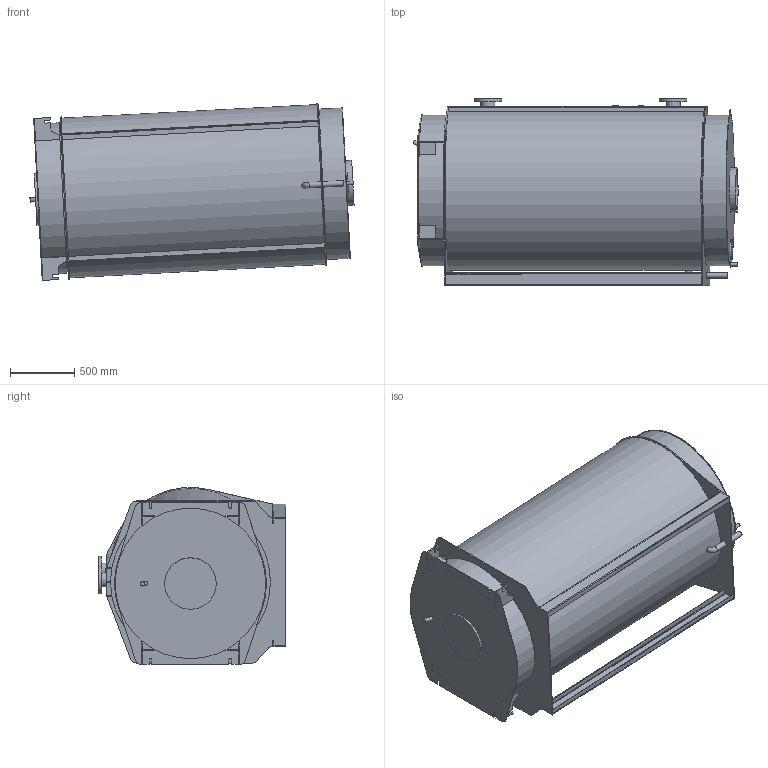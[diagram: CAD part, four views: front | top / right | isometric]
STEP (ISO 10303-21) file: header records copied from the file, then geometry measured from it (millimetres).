
FILE_DESCRIPTION(/* description */ (''),/* implementation_level */ '2;1');
FILE_NAME(/* name */ 'Сборка WL 1000.stp',/* time_stamp */ '2022-04-18T16:00:38+07:00',/* author */ ('Urchenko'),/* organization */ (''),/* preprocessor_version */ 'ST-DEVELOPER v18',/* originating_system */ 'Autodesk Inventor 2020',/* authorisation */ '');
FILE_SCHEMA (('AUTOMOTIVE_DESIGN { 1 0 10303 214 3 1 1 }'));
Length unit declared in the file: millimetre
Products named in the file (5): Сборка 950; 1000 Корпус (изм); Дверь задняя 
800-950; Дверь фронтовая 
800-950; Фланец 1-100(А)-1
6 ГОСТ 12820-80
Assembly tree (5 placements, depth 2):
  Сборка 950
    1000 Корпус (изм)
    Дверь задняя 
800-950
    Дверь фронтовая 
800-950
    Фланец 1-100(А)-1
6 ГОСТ 12820-80  x2
Bounding box: 2516.7 x 1456 x 1373.82 mm (x, y, z)
Volume: 2872605840.7 mm3; surface area: 21309481.4 mm2
Topology: 7 solids, 9 shells, 318 faces, 1023 edges, 690 vertices
Faces by surface type: plane 192, cylinder 121, bspline 2, cone 2, torus 1
Full cylindrical faces by diameter (mm): 18 x16, 25 x1, 26 x1, 42 x2, 45 x2, 50 x1, 108 x4, 110 x2, 160 x1, 215 x2, 344 x1, 350 x1, 400 x1, 1154 x2, 1170 x2
Entity records: 11513 total; most frequent: CARTESIAN_POINT 2604, ORIENTED_EDGE 1908, DIRECTION 1791, EDGE_CURVE 956, VERTEX_POINT 643, LINE 611, VECTOR 611, AXIS2_PLACEMENT_3D 590
